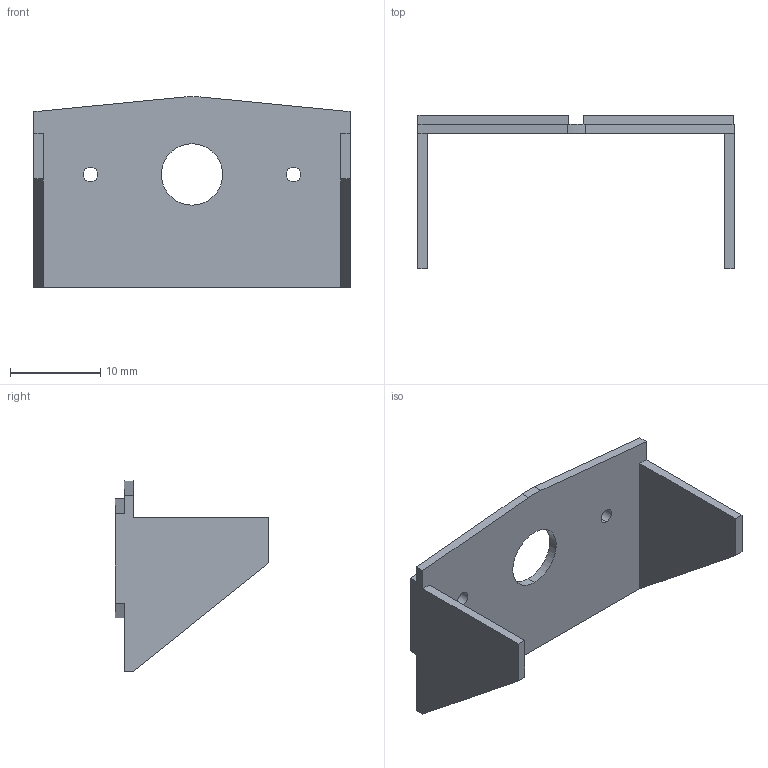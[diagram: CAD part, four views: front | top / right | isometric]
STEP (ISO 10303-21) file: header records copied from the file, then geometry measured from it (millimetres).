
FILE_DESCRIPTION (( 'STEP AP203' ), '1' );
FILE_NAME ('webcam_support_001.STEP', '2017-12-08T19:02:20', ( 'Tallercasa' ), ( '' ), 'SwSTEP 2.0', 'SolidWorks 2015', '' );
FILE_SCHEMA (( 'CONFIG_CONTROL_DESIGN' ));
Length unit declared in the file: millimetre
Products named in the file (1): webcam_support_001
Bounding box: 35 x 17 x 21.12 mm (x, y, z)
Volume: 1225.2 mm3; surface area: 2363.2 mm2
Topology: 1 solids, 1 shells, 47 faces, 130 edges, 86 vertices
Faces by surface type: plane 34, cylinder 13
Entity records: 1583 total; most frequent: CARTESIAN_POINT 264, ORIENTED_EDGE 260, DIRECTION 252, EDGE_CURVE 130, LINE 104, VECTOR 104, VERTEX_POINT 86, AXIS2_PLACEMENT_3D 74
